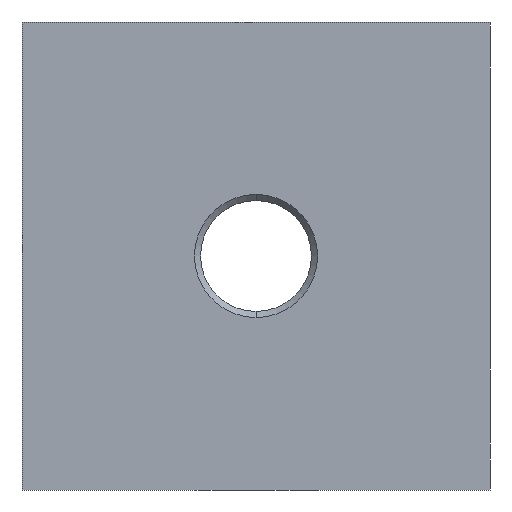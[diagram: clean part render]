
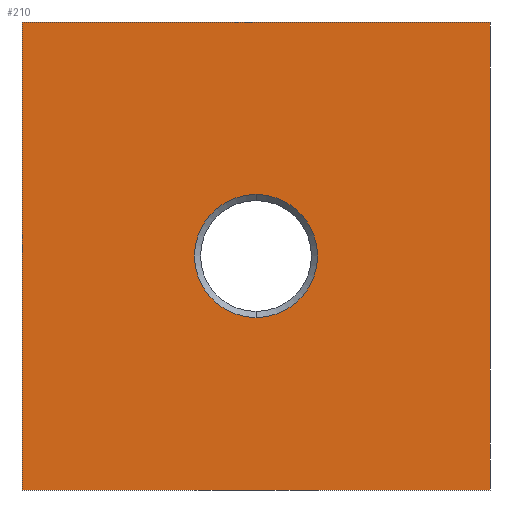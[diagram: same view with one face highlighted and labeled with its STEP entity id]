
A CAD part, front view. The second image highlights one B-rep face of the part: STEP entity #210.
In plain terms, the highlighted planar face has unit normal (0, -1, 0).
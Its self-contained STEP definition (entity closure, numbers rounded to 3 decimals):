
#6 = ORIENTED_EDGE ( 'NONE', *, *, #538, .F. ) ;
#14 = LINE ( 'NONE', #302, #145 ) ;
#33 = VERTEX_POINT ( 'NONE', #417 ) ;
#55 = VERTEX_POINT ( 'NONE', #694 ) ;
#69 = DIRECTION ( 'NONE',  ( 0., 0., -1. ) ) ;
#73 = VECTOR ( 'NONE', #95, 1000. ) ;
#82 = CARTESIAN_POINT ( 'NONE',  ( -19., 0., 38. ) ) ;
#95 = DIRECTION ( 'NONE',  ( 0., 0., -1. ) ) ;
#105 = CARTESIAN_POINT ( 'NONE',  ( 19., 0., 38. ) ) ;
#111 = EDGE_CURVE ( 'NONE', #305, #33, #14, .T. ) ;
#112 = VERTEX_POINT ( 'NONE', #184 ) ;
#118 = EDGE_CURVE ( 'NONE', #379, #33, #625, .T. ) ;
#119 = VECTOR ( 'NONE', #215, 1000. ) ;
#120 = DIRECTION ( 'NONE',  ( 0., 0., 1. ) ) ;
#122 = DIRECTION ( 'NONE',  ( 0., 1., 0. ) ) ;
#124 = CARTESIAN_POINT ( 'NONE',  ( 0., 0., 19. ) ) ;
#145 = VECTOR ( 'NONE', #172, 1000. ) ;
#171 = CARTESIAN_POINT ( 'NONE',  ( 0., 0., 24. ) ) ;
#172 = DIRECTION ( 'NONE',  ( -1., 0., 0. ) ) ;
#184 = CARTESIAN_POINT ( 'NONE',  ( 19., 0., 38. ) ) ;
#191 = FACE_BOUND ( 'NONE', #605, .T. ) ;
#201 = CIRCLE ( 'NONE', #399, 5. ) ;
#210 = ADVANCED_FACE ( 'NONE', ( #191, #327 ), #364, .F. ) ;
#215 = DIRECTION ( 'NONE',  ( -1., 0., 0. ) ) ;
#223 = LINE ( 'NONE', #105, #73 ) ;
#224 = CARTESIAN_POINT ( 'NONE',  ( 19., 0., 38. ) ) ;
#248 = ORIENTED_EDGE ( 'NONE', *, *, #556, .T. ) ;
#267 = AXIS2_PLACEMENT_3D ( 'NONE', #124, #122, #120 ) ;
#271 = VERTEX_POINT ( 'NONE', #171 ) ;
#302 = CARTESIAN_POINT ( 'NONE',  ( 19., 0., 0. ) ) ;
#305 = VERTEX_POINT ( 'NONE', #451 ) ;
#327 = FACE_OUTER_BOUND ( 'NONE', #587, .T. ) ;
#335 = VECTOR ( 'NONE', #69, 1000. ) ;
#340 = ORIENTED_EDGE ( 'NONE', *, *, #687, .T. ) ;
#359 = DIRECTION ( 'NONE',  ( 0., 0., 1. ) ) ;
#364 = PLANE ( 'NONE',  #482 ) ;
#379 = VERTEX_POINT ( 'NONE', #622 ) ;
#382 = DIRECTION ( 'NONE',  ( 0., 0., 1. ) ) ;
#391 = ORIENTED_EDGE ( 'NONE', *, *, #118, .T. ) ;
#399 = AXIS2_PLACEMENT_3D ( 'NONE', #448, #598, #382 ) ;
#417 = CARTESIAN_POINT ( 'NONE',  ( -19., 0., 0. ) ) ;
#420 = CARTESIAN_POINT ( 'NONE',  ( 19., 0., 38. ) ) ;
#423 = ORIENTED_EDGE ( 'NONE', *, *, #111, .F. ) ;
#448 = CARTESIAN_POINT ( 'NONE',  ( 0., 0., 19. ) ) ;
#451 = CARTESIAN_POINT ( 'NONE',  ( 19., 0., 0. ) ) ;
#482 = AXIS2_PLACEMENT_3D ( 'NONE', #420, #689, #359 ) ;
#508 = CIRCLE ( 'NONE', #267, 5. ) ;
#538 = EDGE_CURVE ( 'NONE', #112, #305, #223, .T. ) ;
#556 = EDGE_CURVE ( 'NONE', #271, #55, #201, .T. ) ;
#573 = LINE ( 'NONE', #224, #119 ) ;
#587 = EDGE_LOOP ( 'NONE', ( #391, #423, #6, #708 ) ) ;
#598 = DIRECTION ( 'NONE',  ( 0., 1., 0. ) ) ;
#605 = EDGE_LOOP ( 'NONE', ( #340, #248 ) ) ;
#622 = CARTESIAN_POINT ( 'NONE',  ( -19., 0., 38. ) ) ;
#625 = LINE ( 'NONE', #82, #335 ) ;
#687 = EDGE_CURVE ( 'NONE', #55, #271, #508, .T. ) ;
#689 = DIRECTION ( 'NONE',  ( 0., 1., 0. ) ) ;
#694 = CARTESIAN_POINT ( 'NONE',  ( 0., 0., 14. ) ) ;
#708 = ORIENTED_EDGE ( 'NONE', *, *, #717, .T. ) ;
#717 = EDGE_CURVE ( 'NONE', #112, #379, #573, .T. ) ;
